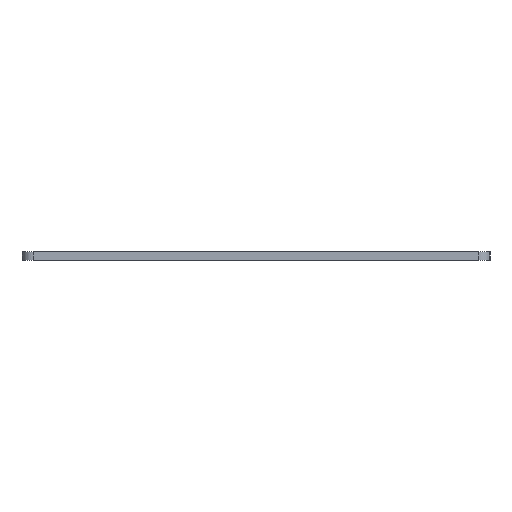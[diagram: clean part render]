
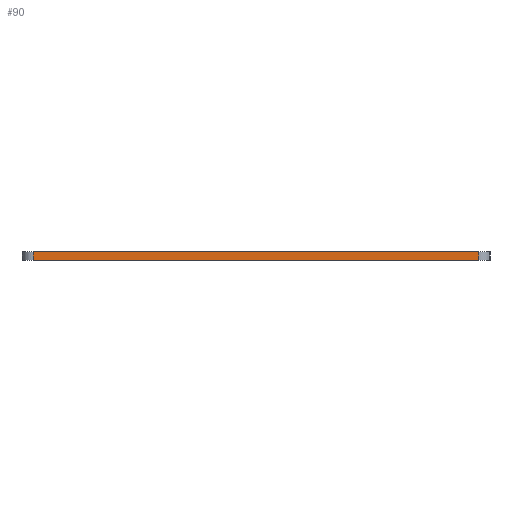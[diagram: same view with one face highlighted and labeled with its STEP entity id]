
A CAD part, left-side view. The second image highlights one B-rep face of the part: STEP entity #90.
In plain terms, the highlighted planar face has unit normal (-1, 0, 0).
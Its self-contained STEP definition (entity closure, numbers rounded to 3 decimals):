
#32 = VERTEX_POINT('',#33);
#33 = CARTESIAN_POINT('',(-200.,76.449,4.));
#40 = EDGE_CURVE('',#41,#32,#43,.T.);
#41 = VERTEX_POINT('',#42);
#42 = CARTESIAN_POINT('',(-200.,76.449,0.));
#43 = LINE('',#44,#45);
#44 = CARTESIAN_POINT('',(-200.,76.449,0.));
#45 = VECTOR('',#46,1.);
#46 = DIRECTION('',(0.,0.,1.));
#90 = ADVANCED_FACE('',(#91),#116,.T.);
#91 = FACE_BOUND('',#92,.T.);
#92 = EDGE_LOOP('',(#93,#103,#109,#110));
#93 = ORIENTED_EDGE('',*,*,#94,.T.);
#94 = EDGE_CURVE('',#95,#97,#99,.T.);
#95 = VERTEX_POINT('',#96);
#96 = CARTESIAN_POINT('',(-200.,-123.551,0.));
#97 = VERTEX_POINT('',#98);
#98 = CARTESIAN_POINT('',(-200.,-123.551,4.));
#99 = LINE('',#100,#101);
#100 = CARTESIAN_POINT('',(-200.,-123.551,0.));
#101 = VECTOR('',#102,1.);
#102 = DIRECTION('',(0.,0.,1.));
#103 = ORIENTED_EDGE('',*,*,#104,.T.);
#104 = EDGE_CURVE('',#97,#32,#105,.T.);
#105 = LINE('',#106,#107);
#106 = CARTESIAN_POINT('',(-200.,-123.551,4.));
#107 = VECTOR('',#108,1.);
#108 = DIRECTION('',(0.,1.,0.));
#109 = ORIENTED_EDGE('',*,*,#40,.F.);
#110 = ORIENTED_EDGE('',*,*,#111,.F.);
#111 = EDGE_CURVE('',#95,#41,#112,.T.);
#112 = LINE('',#113,#114);
#113 = CARTESIAN_POINT('',(-200.,-123.551,0.));
#114 = VECTOR('',#115,1.);
#115 = DIRECTION('',(0.,1.,0.));
#116 = PLANE('',#117);
#117 = AXIS2_PLACEMENT_3D('',#118,#119,#120);
#118 = CARTESIAN_POINT('',(-200.,-123.551,0.));
#119 = DIRECTION('',(-1.,0.,0.));
#120 = DIRECTION('',(0.,1.,0.));
